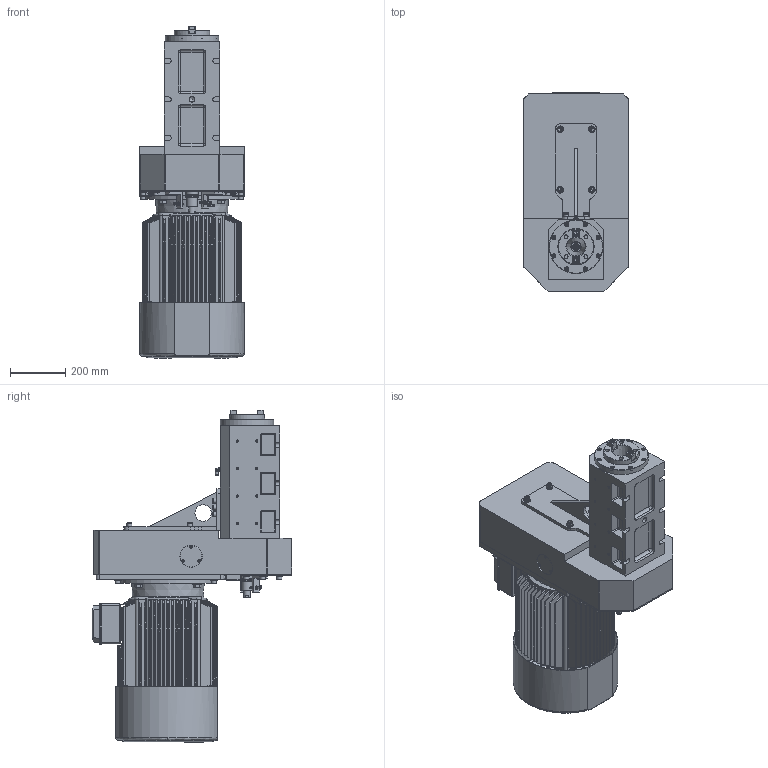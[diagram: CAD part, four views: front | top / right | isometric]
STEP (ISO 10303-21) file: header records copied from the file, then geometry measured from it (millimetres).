
FILE_DESCRIPTION(/* description */ ('Unknown'),/* implementation_level */ '2;1');
FILE_NAME(/* name */ 'CG.50',/* time_stamp */ '2024-11-20T11:39:29+01:00',/* author */ ('Unknown'),/* organization */ ('Unknown'),/* preprocessor_version */ 'ST-DEVELOPER v19.4',/* originating_system */ 'Solid Edge',/* authorisation */ 'Unknown');
FILE_SCHEMA (('AUTOMOTIVE_DESIGN {1 0 10303 214 3 1 1}'));
Products named in the file (1): CG.50
Bounding box: 380 x 725.06 x 1206.5 mm (x, y, z)
Surface area: 4696627.2 mm2 (no closed solid volume)
Topology: 0 solids, 247 shells, 1900 faces, 6789 edges, 4955 vertices
Faces by surface type: plane 964, cylinder 568, cone 242, torus 64, sphere 33, bspline 29
Full cylindrical faces by diameter (mm): 4 x3, 4.134 x12, 5 x11, 5.8 x3, 6.2 x1, 6.5 x6, 6.647 x1, 6.9 x3, 8 x6, 8.376 x16, 8.5 x6, 10 x8, 10.106 x8, 11 x9, 11.5 x1, 12 x9, 12.8 x1, 13 x10, 13.835 x4, 14 x5, 14.376 x1, 15 x8, 18 x23, 19 x2, 20 x5, 24 x20, 25 x1, 30 x4, 38.5 x2, 39.8 x1
Entity records: 82160 total; most frequent: CARTESIAN_POINT 24305, DIRECTION 10426, ORIENTED_EDGE 9654, EDGE_CURVE 6223, VERTEX_POINT 4893, AXIS2_PLACEMENT_3D 3875, FACE_BOUND 2890, EDGE_LOOP 2809
